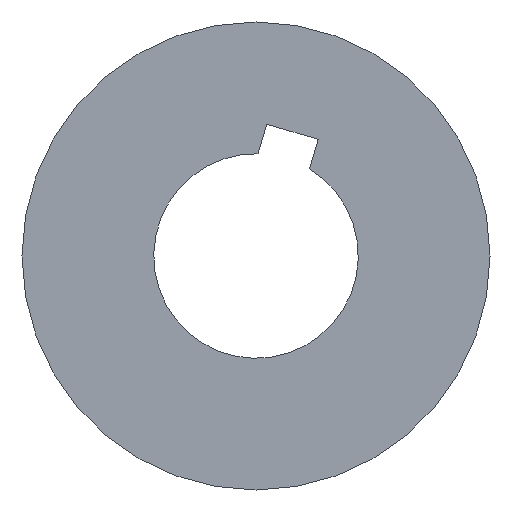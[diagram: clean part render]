
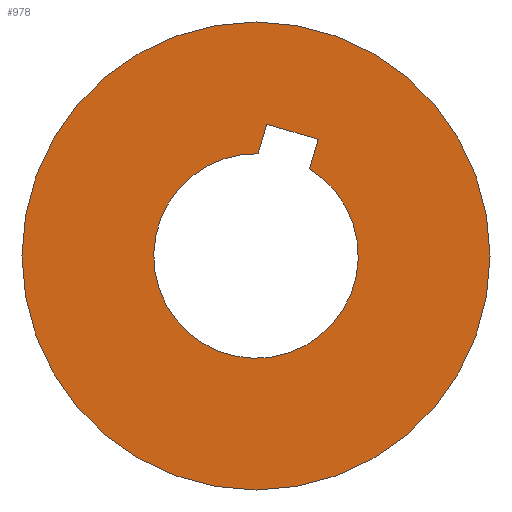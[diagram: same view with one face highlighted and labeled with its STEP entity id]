
A CAD part, front view. The second image highlights one B-rep face of the part: STEP entity #978.
In plain terms, the highlighted planar face has unit normal (0, -1, 0).
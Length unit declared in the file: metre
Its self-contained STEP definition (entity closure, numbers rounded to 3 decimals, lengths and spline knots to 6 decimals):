
#13=PLANE('',#1135);
#63=LINE('',#1771,#117);
#64=LINE('',#1776,#118);
#65=LINE('',#1778,#119);
#117=VECTOR('',#1467,1.);
#118=VECTOR('',#1470,1.);
#119=VECTOR('',#1471,1.);
#350=ORIENTED_EDGE('',*,*,#557,.F.);
#351=ORIENTED_EDGE('',*,*,#558,.F.);
#352=ORIENTED_EDGE('',*,*,#559,.F.);
#353=ORIENTED_EDGE('',*,*,#560,.F.);
#354=ORIENTED_EDGE('',*,*,#556,.T.);
#556=EDGE_CURVE('',#660,#660,#760,.T.);
#557=EDGE_CURVE('',#661,#662,#63,.T.);
#558=EDGE_CURVE('',#663,#661,#761,.T.);
#559=EDGE_CURVE('',#664,#663,#64,.T.);
#560=EDGE_CURVE('',#662,#664,#65,.T.);
#660=VERTEX_POINT('',#1769);
#661=VERTEX_POINT('',#1772);
#662=VERTEX_POINT('',#1773);
#663=VERTEX_POINT('',#1775);
#664=VERTEX_POINT('',#1777);
#760=CIRCLE('',#1134,0.009182);
#761=CIRCLE('',#1136,0.004013);
#813=EDGE_LOOP('',(#350,#351,#352,#353));
#814=EDGE_LOOP('',(#354));
#873=FACE_BOUND('',#813,.T.);
#874=FACE_BOUND('',#814,.T.);
#978=ADVANCED_FACE('',(#873,#874),#13,.T.);
#1134=AXIS2_PLACEMENT_3D('',#1768,#1463,#1464);
#1135=AXIS2_PLACEMENT_3D('',#1770,#1465,#1466);
#1136=AXIS2_PLACEMENT_3D('',#1774,#1468,#1469);
#1463=DIRECTION('',(0.,-1.,0.));
#1464=DIRECTION('',(0.,0.,-1.));
#1465=DIRECTION('',(0.,-1.,0.));
#1466=DIRECTION('',(1.,0.,0.));
#1467=DIRECTION('',(0.282,0.,0.959));
#1468=DIRECTION('',(0.,-1.,0.));
#1469=DIRECTION('',(0.,0.,-1.));
#1470=DIRECTION('',(-0.282,0.,-0.959));
#1471=DIRECTION('',(-0.959,0.,0.282));
#1768=CARTESIAN_POINT('',(0.,-0.020088,0.));
#1769=CARTESIAN_POINT('',(0.,-0.020088,-0.009182));
#1770=CARTESIAN_POINT('',(0.,-0.020088,0.));
#1771=CARTESIAN_POINT('',(0.001011,-0.020088,-0.000297));
#1772=CARTESIAN_POINT('',(0.002102,-0.020088,0.003418));
#1773=CARTESIAN_POINT('',(0.002443,-0.020088,0.004577));
#1774=CARTESIAN_POINT('',(0.,-0.020088,0.));
#1775=CARTESIAN_POINT('',(0.00008,-0.020088,0.004012));
#1776=CARTESIAN_POINT('',(-0.001011,-0.020088,0.000297));
#1777=CARTESIAN_POINT('',(0.00042,-0.020088,0.005171));
#1778=CARTESIAN_POINT('',(0.001431,-0.020088,0.004874));
